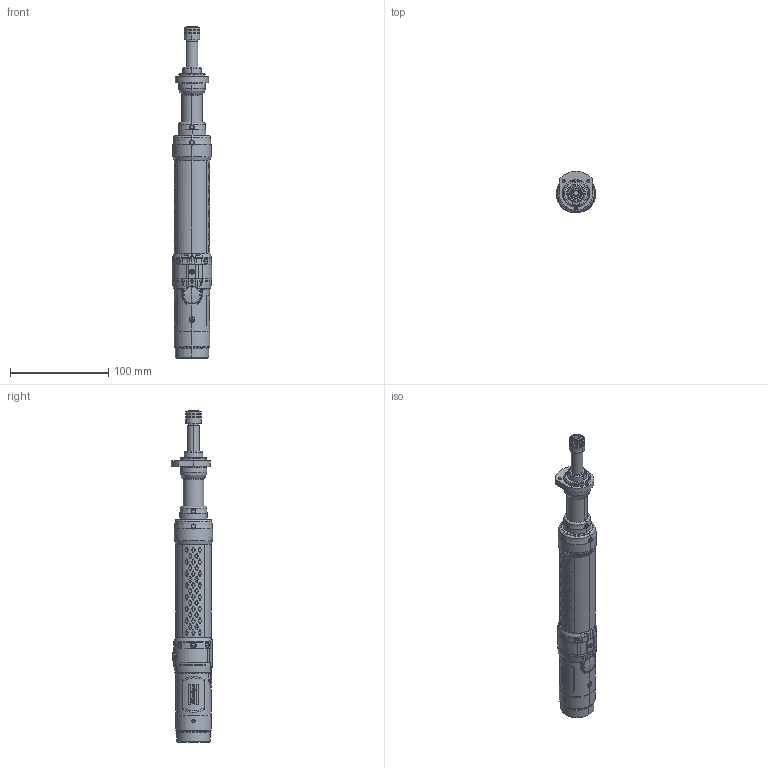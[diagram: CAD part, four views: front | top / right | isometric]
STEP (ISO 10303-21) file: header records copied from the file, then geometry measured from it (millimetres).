
FILE_DESCRIPTION((''),'2;1');
FILE_NAME('8436022412_ASM','2014-11-13T',('tooextcsr'),(''),'PRO/ENGINEER BY PARAMETRIC TECHNOLOGY CORPORATION, 2013410','PRO/ENGINEER BY PARAMETRIC TECHNOLOGY CORPORATION, 2013410','');
FILE_SCHEMA(('CONFIG_CONTROL_DESIGN','GEOMETRIC_VALIDATION_PROPERTIES_MIM'));
Products named in the file (37): 4220394770_AF2; 4220394712_AF1; 4220394772_AF1_ASM; 4220394701_AF1; 4220394780_ASM; 4220408701; 4220394781_ASM; 4220011402; 4220394881_ASM; 4220393101; 0993000248; 4224211301_ASM; 4220393100; 4220104500; 4220404081_SPEC1_ASM; 0217110064; 4220438701; 4220438780_ASM; 0663210625_AF1; 4220438705_FOLDED; 0219110028; 4224230501_ASM; 4220396401; 4224226201_ASM; 4220305816; 4090058500; 4220305802; 4090069700; 4220305801; 0335351004_SPEC1; 4210232700; 4210232600; 4224356112_ASM; 4220396700; 4220396701; 4220393507; 8436022412_ASM
Assembly tree (47 placements, depth 6):
  8436022412_ASM
    4224230501_ASM
      4220394781_ASM
        4220394780_ASM
          4220394772_AF1_ASM
            4220394770_AF2
            4220394712_AF1
          4220394701_AF1
        4220408701  x6
      4224211301_ASM
        4220394881_ASM
          4220011402  x3
        4220393101
        0993000248  x2
      4220393100
      4220404081_SPEC1_ASM
        4220104500  x4
      0217110064
      4220438780_ASM
        4220438701
      0663210625_AF1
      4220438705_FOLDED
      0219110028
    4224226201_ASM
      4220396401
    4224356112_ASM
      4220305816
      4090058500
      4220305802
      4090069700
      4220305801
      0335351004_SPEC1
      4210232700
      4210232600
    4220396700
    4220396701
    4220393507
Bounding box: 40.1 x 42 x 338.07 mm (x, y, z)
Volume: 134110.7 mm3; surface area: 148213.6 mm2
Topology: 38 solids, 41 shells, 4684 faces, 11926 edges, 7488 vertices
Faces by surface type: bspline 1403, plane 1340, cylinder 1059, cone 520, torus 285, sphere 65, extrusion 12
Entity records: 267837 total; most frequent: CARTESIAN_POINT 125273, ORIENTED_EDGE 21404, DIRECTION 15531, PRESENTATION_STYLE_ASSIGNMENT 12627, STYLED_ITEM 12017, CURVE_STYLE 10723, EDGE_CURVE 10711, VERTEX_POINT 6754
